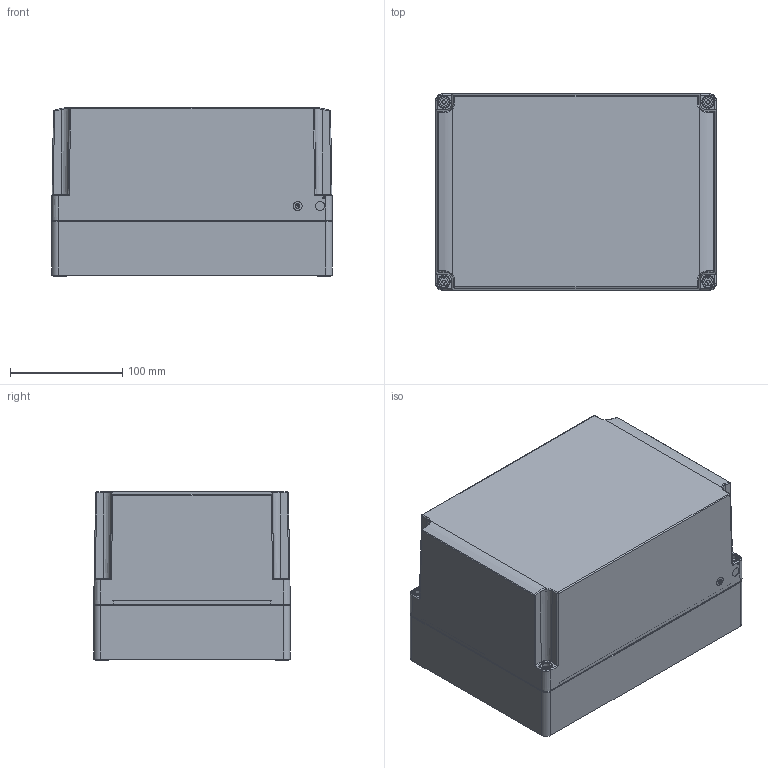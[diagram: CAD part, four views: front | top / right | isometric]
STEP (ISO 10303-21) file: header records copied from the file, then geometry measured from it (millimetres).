
FILE_DESCRIPTION(('CATIA V5R24 STEP','CAx-IF Rec.Pracs.--- Model Styling and Organization---1.2---2011-12-15'),'2;1');
FILE_NAME ('D1465071_0_9535500000_9535500000.stp','2018-09-18T13:04:51+00:00',('none'),('Weidmueller'),'CATIA Version 5-6 Release 2014 SP4 HF52','CATIA V5 STEP AP214','none');
FILE_SCHEMA(('AUTOMOTIVE_DESIGN { 1 0 10303 214 1 1 1 1 }'));
Length unit declared in the file: millimetre
Products named in the file (1): MPC_17_25_15_trsp
Bounding box: 250 x 175 x 150 mm (x, y, z)
Volume: 712350.7 mm3; surface area: 440008.5 mm2
Topology: 6 solids, 6 shells, 969 faces, 2403 edges, 1524 vertices
Faces by surface type: plane 383, cylinder 292, torus 144, cone 102, bspline 16, sphere 16, revolution 16
Entity records: 31614 total; most frequent: CARTESIAN_POINT 9555, ORIENTED_EDGE 4806, DIRECTION 3543, EDGE_CURVE 2403, AXIS2_PLACEMENT_3D 1676, VERTEX_POINT 1524, VECTOR 1104, LINE 1104
